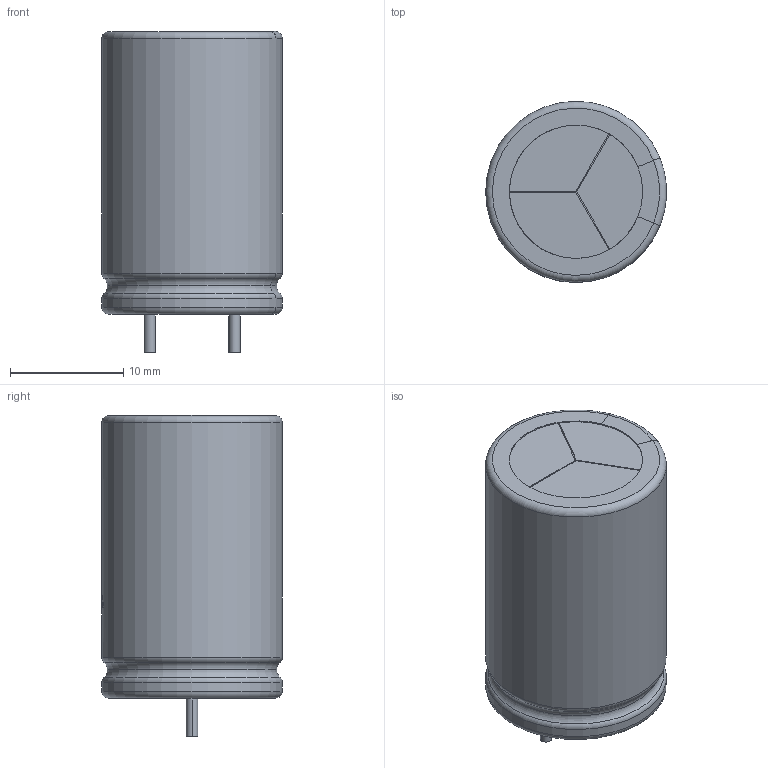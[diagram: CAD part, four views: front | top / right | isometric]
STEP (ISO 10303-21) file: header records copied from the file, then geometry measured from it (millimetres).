
FILE_DESCRIPTION (( 'STEP AP214' ), '1' );
FILE_NAME ('CAP-TH-C16x25-P7_5-D0_8.STEP', '2025-10-24T08:24:56', ( '' ), ( '' ), 'SwSTEP 2.0', 'SolidWorks 2020', '' );
FILE_SCHEMA (( 'AUTOMOTIVE_DESIGN' ));
Length unit declared in the file: millimetre
Products named in the file (2): CAP-TH_BD16.0-P7.50-D1.2-FD~CAP-TH_D16.0-H25.0-P7.50~EoCn^C1~CAP-TH_BD16.0-P7.50-D1.2-FD~CAP-TH_D16.0-H25.0-P7.50~EoCn_11111(2)_11111; CAP-TH-C16x25-P7_5-D0_8
Assembly tree (1 placements, depth 2):
  CAP-TH-C16x25-P7_5-D0_8
    CAP-TH_BD16.0-P7.50-D1.2-FD~CAP-TH_D16.0-H25.0-P7.50~EoCn^C1~CAP-TH_BD16.0-P7.50-D1.2-FD~CAP-TH_D16.0-H25.0-P7.50~EoCn_11111(2)_11111
Bounding box: 15.99 x 16 x 28.41 mm (x, y, z)
Volume: 4974.6 mm3; surface area: 1676.8 mm2
Topology: 1 solids, 1 shells, 274 faces, 710 edges, 459 vertices
Faces by surface type: plane 129, bspline 98, cylinder 35, torus 12
Entity records: 12711 total; most frequent: CARTESIAN_POINT 4215, ORIENTED_EDGE 1420, DIRECTION 730, EDGE_CURVE 710, VERTEX_POINT 459, EDGE_LOOP 295, UNCERTAINTY_MEASURE_WITH_UNIT 277, SURFACE_SIDE_STYLE 275
